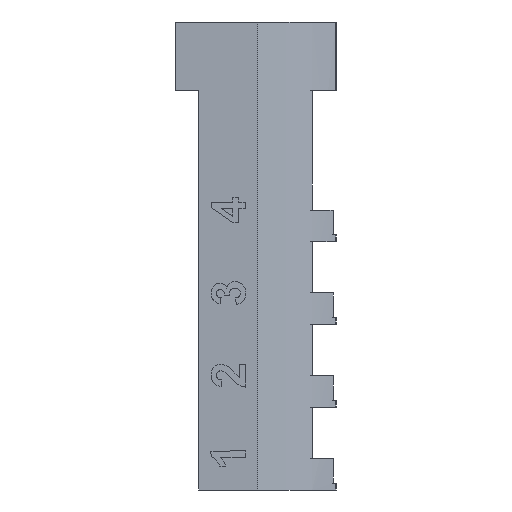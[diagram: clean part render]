
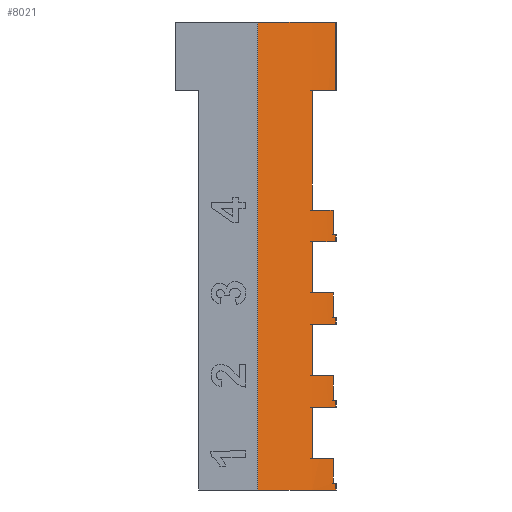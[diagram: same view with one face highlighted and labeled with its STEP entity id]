
A CAD part, left-side view. The second image highlights one B-rep face of the part: STEP entity #8021.
In plain terms, the highlighted cylindrical face has radius 51 mm (diameter 102 mm), a partial arc.
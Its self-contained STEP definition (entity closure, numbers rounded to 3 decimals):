
#14=CIRCLE('',#8377,51.);
#15=CIRCLE('',#8378,51.);
#16=CIRCLE('',#8379,51.);
#17=CIRCLE('',#8380,51.);
#18=CIRCLE('',#8381,51.);
#19=CIRCLE('',#8382,51.);
#20=CIRCLE('',#8383,51.);
#21=CIRCLE('',#8384,51.);
#22=CIRCLE('',#8385,51.);
#23=CIRCLE('',#8386,51.);
#24=CIRCLE('',#8387,51.);
#25=CIRCLE('',#8388,51.);
#26=CIRCLE('',#8389,51.);
#27=CIRCLE('',#8390,51.);
#90=CYLINDRICAL_SURFACE('',#8376,51.);
#736=FACE_OUTER_BOUND('',#1172,.T.);
#1172=EDGE_LOOP('',(#6142,#6143,#6144,#6145,#6146,#6147,#6148,#6149,#6150,
#6151,#6152,#6153,#6154,#6155,#6156,#6157,#6158,#6159,#6160,#6161,#6162,
#6163,#6164,#6165,#6166,#6167,#6168,#6169));
#1766=LINE('',#12821,#2627);
#1769=LINE('',#12831,#2630);
#1770=LINE('',#12835,#2631);
#1771=LINE('',#12839,#2632);
#1772=LINE('',#12843,#2633);
#1773=LINE('',#12847,#2634);
#1774=LINE('',#12851,#2635);
#1775=LINE('',#12855,#2636);
#1776=LINE('',#12859,#2637);
#1777=LINE('',#12863,#2638);
#1778=LINE('',#12867,#2639);
#1779=LINE('',#12871,#2640);
#1780=LINE('',#12875,#2641);
#1781=LINE('',#12879,#2642);
#2627=VECTOR('',#9162,10.);
#2630=VECTOR('',#9173,10.);
#2631=VECTOR('',#9176,10.);
#2632=VECTOR('',#9179,10.);
#2633=VECTOR('',#9182,10.);
#2634=VECTOR('',#9185,10.);
#2635=VECTOR('',#9188,10.);
#2636=VECTOR('',#9191,10.);
#2637=VECTOR('',#9194,10.);
#2638=VECTOR('',#9197,10.);
#2639=VECTOR('',#9200,10.);
#2640=VECTOR('',#9203,10.);
#2641=VECTOR('',#9206,10.);
#2642=VECTOR('',#9209,10.);
#3506=VERTEX_POINT('',#12818);
#3507=VERTEX_POINT('',#12820);
#3509=VERTEX_POINT('',#12828);
#3510=VERTEX_POINT('',#12830);
#3511=VERTEX_POINT('',#12832);
#3512=VERTEX_POINT('',#12834);
#3513=VERTEX_POINT('',#12836);
#3514=VERTEX_POINT('',#12838);
#3515=VERTEX_POINT('',#12840);
#3516=VERTEX_POINT('',#12842);
#3517=VERTEX_POINT('',#12844);
#3518=VERTEX_POINT('',#12846);
#3519=VERTEX_POINT('',#12848);
#3520=VERTEX_POINT('',#12850);
#3521=VERTEX_POINT('',#12852);
#3522=VERTEX_POINT('',#12854);
#3523=VERTEX_POINT('',#12856);
#3524=VERTEX_POINT('',#12858);
#3525=VERTEX_POINT('',#12860);
#3526=VERTEX_POINT('',#12862);
#3527=VERTEX_POINT('',#12864);
#3528=VERTEX_POINT('',#12866);
#3529=VERTEX_POINT('',#12868);
#3530=VERTEX_POINT('',#12870);
#3531=VERTEX_POINT('',#12872);
#3532=VERTEX_POINT('',#12874);
#3533=VERTEX_POINT('',#12876);
#3534=VERTEX_POINT('',#12878);
#4470=EDGE_CURVE('',#3507,#3506,#1766,.T.);
#4473=EDGE_CURVE('',#3509,#3506,#14,.T.);
#4474=EDGE_CURVE('',#3510,#3509,#1769,.T.);
#4475=EDGE_CURVE('',#3511,#3510,#15,.T.);
#4476=EDGE_CURVE('',#3511,#3512,#1770,.F.);
#4477=EDGE_CURVE('',#3513,#3512,#16,.T.);
#4478=EDGE_CURVE('',#3513,#3514,#1771,.T.);
#4479=EDGE_CURVE('',#3515,#3514,#17,.T.);
#4480=EDGE_CURVE('',#3516,#3515,#1772,.T.);
#4481=EDGE_CURVE('',#3517,#3516,#18,.T.);
#4482=EDGE_CURVE('',#3517,#3518,#1773,.F.);
#4483=EDGE_CURVE('',#3519,#3518,#19,.T.);
#4484=EDGE_CURVE('',#3519,#3520,#1774,.T.);
#4485=EDGE_CURVE('',#3521,#3520,#20,.T.);
#4486=EDGE_CURVE('',#3522,#3521,#1775,.T.);
#4487=EDGE_CURVE('',#3523,#3522,#21,.T.);
#4488=EDGE_CURVE('',#3523,#3524,#1776,.F.);
#4489=EDGE_CURVE('',#3525,#3524,#22,.T.);
#4490=EDGE_CURVE('',#3525,#3526,#1777,.T.);
#4491=EDGE_CURVE('',#3527,#3526,#23,.T.);
#4492=EDGE_CURVE('',#3528,#3527,#1778,.T.);
#4493=EDGE_CURVE('',#3529,#3528,#24,.T.);
#4494=EDGE_CURVE('',#3529,#3530,#1779,.F.);
#4495=EDGE_CURVE('',#3531,#3530,#25,.T.);
#4496=EDGE_CURVE('',#3531,#3532,#1780,.T.);
#4497=EDGE_CURVE('',#3533,#3532,#26,.T.);
#4498=EDGE_CURVE('',#3533,#3534,#1781,.T.);
#4499=EDGE_CURVE('',#3507,#3534,#27,.T.);
#6142=ORIENTED_EDGE('',*,*,#4470,.T.);
#6143=ORIENTED_EDGE('',*,*,#4473,.F.);
#6144=ORIENTED_EDGE('',*,*,#4474,.F.);
#6145=ORIENTED_EDGE('',*,*,#4475,.F.);
#6146=ORIENTED_EDGE('',*,*,#4476,.T.);
#6147=ORIENTED_EDGE('',*,*,#4477,.F.);
#6148=ORIENTED_EDGE('',*,*,#4478,.T.);
#6149=ORIENTED_EDGE('',*,*,#4479,.F.);
#6150=ORIENTED_EDGE('',*,*,#4480,.F.);
#6151=ORIENTED_EDGE('',*,*,#4481,.F.);
#6152=ORIENTED_EDGE('',*,*,#4482,.T.);
#6153=ORIENTED_EDGE('',*,*,#4483,.F.);
#6154=ORIENTED_EDGE('',*,*,#4484,.T.);
#6155=ORIENTED_EDGE('',*,*,#4485,.F.);
#6156=ORIENTED_EDGE('',*,*,#4486,.F.);
#6157=ORIENTED_EDGE('',*,*,#4487,.F.);
#6158=ORIENTED_EDGE('',*,*,#4488,.T.);
#6159=ORIENTED_EDGE('',*,*,#4489,.F.);
#6160=ORIENTED_EDGE('',*,*,#4490,.T.);
#6161=ORIENTED_EDGE('',*,*,#4491,.F.);
#6162=ORIENTED_EDGE('',*,*,#4492,.F.);
#6163=ORIENTED_EDGE('',*,*,#4493,.F.);
#6164=ORIENTED_EDGE('',*,*,#4494,.T.);
#6165=ORIENTED_EDGE('',*,*,#4495,.F.);
#6166=ORIENTED_EDGE('',*,*,#4496,.T.);
#6167=ORIENTED_EDGE('',*,*,#4497,.F.);
#6168=ORIENTED_EDGE('',*,*,#4498,.T.);
#6169=ORIENTED_EDGE('',*,*,#4499,.F.);
#8021=ADVANCED_FACE('',(#736),#90,.T.);
#8376=AXIS2_PLACEMENT_3D('',#12827,#9169,#9170);
#8377=AXIS2_PLACEMENT_3D('',#12829,#9171,#9172);
#8378=AXIS2_PLACEMENT_3D('',#12833,#9174,#9175);
#8379=AXIS2_PLACEMENT_3D('',#12837,#9177,#9178);
#8380=AXIS2_PLACEMENT_3D('',#12841,#9180,#9181);
#8381=AXIS2_PLACEMENT_3D('',#12845,#9183,#9184);
#8382=AXIS2_PLACEMENT_3D('',#12849,#9186,#9187);
#8383=AXIS2_PLACEMENT_3D('',#12853,#9189,#9190);
#8384=AXIS2_PLACEMENT_3D('',#12857,#9192,#9193);
#8385=AXIS2_PLACEMENT_3D('',#12861,#9195,#9196);
#8386=AXIS2_PLACEMENT_3D('',#12865,#9198,#9199);
#8387=AXIS2_PLACEMENT_3D('',#12869,#9201,#9202);
#8388=AXIS2_PLACEMENT_3D('',#12873,#9204,#9205);
#8389=AXIS2_PLACEMENT_3D('',#12877,#9207,#9208);
#8390=AXIS2_PLACEMENT_3D('',#12880,#9210,#9211);
#9162=DIRECTION('',(0.,0.,-1.));
#9169=DIRECTION('center_axis',(0.,0.,1.));
#9170=DIRECTION('ref_axis',(1.,0.,0.));
#9171=DIRECTION('center_axis',(0.,0.,-1.));
#9172=DIRECTION('ref_axis',(1.,0.,0.));
#9173=DIRECTION('',(0.,0.,-1.));
#9174=DIRECTION('center_axis',(0.,0.,1.));
#9175=DIRECTION('ref_axis',(1.,0.,0.));
#9176=DIRECTION('',(0.,0.,-1.));
#9177=DIRECTION('center_axis',(0.,0.,1.));
#9178=DIRECTION('ref_axis',(1.,0.,0.));
#9179=DIRECTION('',(0.,0.,1.));
#9180=DIRECTION('center_axis',(0.,0.,-1.));
#9181=DIRECTION('ref_axis',(1.,0.,0.));
#9182=DIRECTION('',(0.,0.,-1.));
#9183=DIRECTION('center_axis',(0.,0.,1.));
#9184=DIRECTION('ref_axis',(1.,0.,0.));
#9185=DIRECTION('',(0.,0.,-1.));
#9186=DIRECTION('center_axis',(0.,0.,1.));
#9187=DIRECTION('ref_axis',(1.,0.,0.));
#9188=DIRECTION('',(0.,0.,1.));
#9189=DIRECTION('center_axis',(0.,0.,-1.));
#9190=DIRECTION('ref_axis',(1.,0.,0.));
#9191=DIRECTION('',(0.,0.,-1.));
#9192=DIRECTION('center_axis',(0.,0.,1.));
#9193=DIRECTION('ref_axis',(1.,0.,0.));
#9194=DIRECTION('',(0.,0.,-1.));
#9195=DIRECTION('center_axis',(0.,0.,1.));
#9196=DIRECTION('ref_axis',(1.,0.,0.));
#9197=DIRECTION('',(0.,0.,1.));
#9198=DIRECTION('center_axis',(0.,0.,-1.));
#9199=DIRECTION('ref_axis',(1.,0.,0.));
#9200=DIRECTION('',(0.,0.,-1.));
#9201=DIRECTION('center_axis',(0.,0.,1.));
#9202=DIRECTION('ref_axis',(1.,0.,0.));
#9203=DIRECTION('',(0.,0.,-1.));
#9204=DIRECTION('center_axis',(0.,0.,1.));
#9205=DIRECTION('ref_axis',(1.,0.,0.));
#9206=DIRECTION('',(0.,0.,1.));
#9207=DIRECTION('center_axis',(0.,0.,-1.));
#9208=DIRECTION('ref_axis',(1.,0.,0.));
#9209=DIRECTION('',(0.,0.,1.));
#9210=DIRECTION('center_axis',(0.,0.,1.));
#9211=DIRECTION('ref_axis',(1.,0.,0.));
#12818=CARTESIAN_POINT('',(-49.568,-12.,-1.4));
#12820=CARTESIAN_POINT('',(-49.568,-12.,135.4));
#12821=CARTESIAN_POINT('',(-49.568,-12.,5.8));
#12827=CARTESIAN_POINT('Origin',(0.,0.,5.8));
#12828=CARTESIAN_POINT('',(-37.3,-34.781,-1.4));
#12829=CARTESIAN_POINT('Origin',(0.,0.,-1.4));
#12830=CARTESIAN_POINT('',(-37.3,-34.781,0.6));
#12831=CARTESIAN_POINT('',(-37.3,-34.781,0.6));
#12832=CARTESIAN_POINT('',(-37.9,-34.126,0.6));
#12833=CARTESIAN_POINT('Origin',(0.,0.,0.6));
#12834=CARTESIAN_POINT('',(-37.9,-34.126,7.8));
#12835=CARTESIAN_POINT('',(-37.9,-34.126,5.8));
#12836=CARTESIAN_POINT('',(-42.7,-27.887,7.8));
#12837=CARTESIAN_POINT('Origin',(0.,0.,7.8));
#12838=CARTESIAN_POINT('',(-42.7,-27.887,22.8));
#12839=CARTESIAN_POINT('',(-42.7,-27.887,7.8));
#12840=CARTESIAN_POINT('',(-37.3,-34.781,22.8));
#12841=CARTESIAN_POINT('Origin',(0.,0.,22.8));
#12842=CARTESIAN_POINT('',(-37.3,-34.781,24.8));
#12843=CARTESIAN_POINT('',(-37.3,-34.781,24.8));
#12844=CARTESIAN_POINT('',(-37.9,-34.126,24.8));
#12845=CARTESIAN_POINT('Origin',(0.,0.,24.8));
#12846=CARTESIAN_POINT('',(-37.9,-34.126,32.));
#12847=CARTESIAN_POINT('',(-37.9,-34.126,30.));
#12848=CARTESIAN_POINT('',(-42.7,-27.887,32.));
#12849=CARTESIAN_POINT('Origin',(0.,0.,32.));
#12850=CARTESIAN_POINT('',(-42.7,-27.887,47.));
#12851=CARTESIAN_POINT('',(-42.7,-27.887,32.));
#12852=CARTESIAN_POINT('',(-37.3,-34.781,47.));
#12853=CARTESIAN_POINT('Origin',(0.,0.,47.));
#12854=CARTESIAN_POINT('',(-37.3,-34.781,49.));
#12855=CARTESIAN_POINT('',(-37.3,-34.781,49.));
#12856=CARTESIAN_POINT('',(-37.9,-34.126,49.));
#12857=CARTESIAN_POINT('Origin',(0.,0.,49.));
#12858=CARTESIAN_POINT('',(-37.9,-34.126,56.2));
#12859=CARTESIAN_POINT('',(-37.9,-34.126,54.2));
#12860=CARTESIAN_POINT('',(-42.7,-27.887,56.2));
#12861=CARTESIAN_POINT('Origin',(0.,0.,56.2));
#12862=CARTESIAN_POINT('',(-42.7,-27.887,71.2));
#12863=CARTESIAN_POINT('',(-42.7,-27.887,56.2));
#12864=CARTESIAN_POINT('',(-37.3,-34.781,71.2));
#12865=CARTESIAN_POINT('Origin',(0.,0.,71.2));
#12866=CARTESIAN_POINT('',(-37.3,-34.781,73.2));
#12867=CARTESIAN_POINT('',(-37.3,-34.781,73.2));
#12868=CARTESIAN_POINT('',(-37.9,-34.126,73.2));
#12869=CARTESIAN_POINT('Origin',(0.,0.,73.2));
#12870=CARTESIAN_POINT('',(-37.9,-34.126,80.4));
#12871=CARTESIAN_POINT('',(-37.9,-34.126,78.4));
#12872=CARTESIAN_POINT('',(-42.7,-27.887,80.4));
#12873=CARTESIAN_POINT('Origin',(0.,0.,80.4));
#12874=CARTESIAN_POINT('',(-42.7,-27.887,115.4));
#12875=CARTESIAN_POINT('',(-42.7,-27.887,80.4));
#12876=CARTESIAN_POINT('',(-37.3,-34.781,115.4));
#12877=CARTESIAN_POINT('Origin',(0.,0.,115.4));
#12878=CARTESIAN_POINT('',(-37.3,-34.781,135.4));
#12879=CARTESIAN_POINT('',(-37.3,-34.781,115.4));
#12880=CARTESIAN_POINT('Origin',(0.,0.,135.4));
